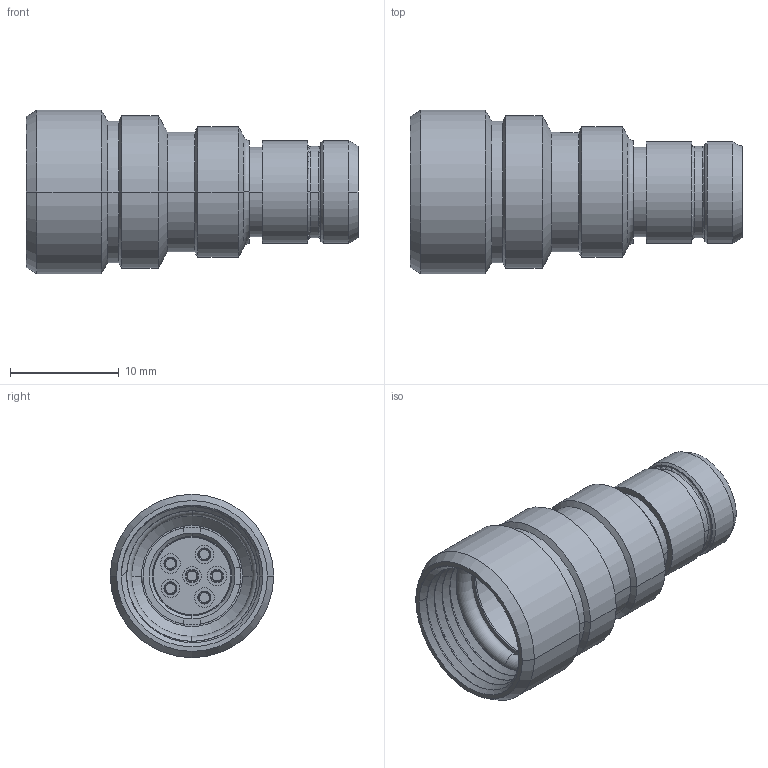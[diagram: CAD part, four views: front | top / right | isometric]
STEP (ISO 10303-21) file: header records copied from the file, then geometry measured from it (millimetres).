
FILE_DESCRIPTION((''),'2;1');
FILE_NAME('1332P006MS','2024-07-25T14:45:52',('paultorloting'),('NET AG system integration'),'CREO PARAMETRIC BY PTC INC, 2021404','CREO PARAMETRIC BY PTC INC, 2021404','');
FILE_SCHEMA(('AUTOMOTIVE_DESIGN { 1 0 10303 214 1 1 1 1 }'));
Length unit declared in the file: millimetre
Products named in the file (1): 1332P006MS
Bounding box: 30.5 x 15 x 15 mm (x, y, z)
Volume: 1696 mm3; surface area: 2920.2 mm2
Topology: 1 solids, 1 shells, 427 faces, 1030 edges, 658 vertices
Faces by surface type: plane 228, cylinder 109, cone 55, torus 19, bspline 16
Entity records: 16429 total; most frequent: CARTESIAN_POINT 4474, DIRECTION 2153, ORIENTED_EDGE 2060, EDGE_CURVE 1030, AXIS2_PLACEMENT_3D 750, VERTEX_POINT 658, VECTOR 650, LINE 650
